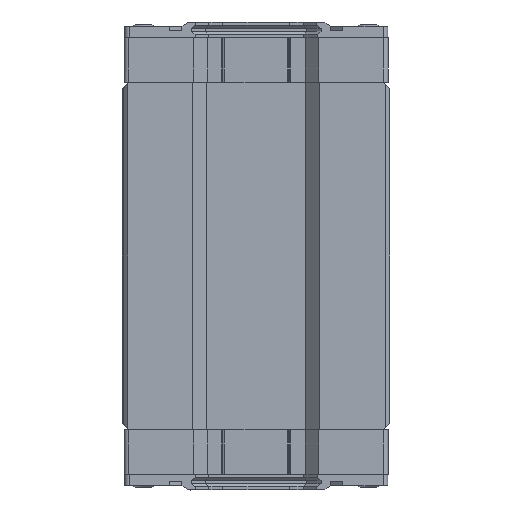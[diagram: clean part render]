
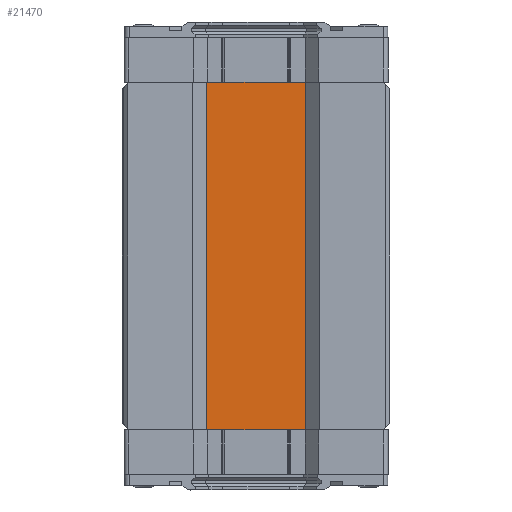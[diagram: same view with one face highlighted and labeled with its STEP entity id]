
A CAD part, front view. The second image highlights one B-rep face of the part: STEP entity #21470.
In plain terms, the highlighted planar face has unit normal (0, -1, 0).
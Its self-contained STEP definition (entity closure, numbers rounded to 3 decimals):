
#1151=PLANE('',#23121);
#2128=LINE('',#36400,#4114);
#2134=LINE('',#36424,#4120);
#2990=LINE('',#43761,#4976);
#3050=LINE('',#44032,#5036);
#3095=LINE('',#44146,#5081);
#3097=LINE('',#44149,#5083);
#3137=LINE('',#44223,#5123);
#3138=LINE('',#44224,#5124);
#4114=VECTOR('',#25822,0.169);
#4120=VECTOR('',#25842,0.169);
#4976=VECTOR('',#27942,0.169);
#5036=VECTOR('',#28136,0.169);
#5081=VECTOR('',#28247,78.);
#5083=VECTOR('',#28251,78.);
#5123=VECTOR('',#28327,22.2);
#5124=VECTOR('',#28328,22.2);
#6281=FACE_OUTER_BOUND('',#7573,.T.);
#7573=EDGE_LOOP('',(#18781,#18782,#18783,#18784,#18785,#18786,#18787,#18788));
#9246=VERTEX_POINT('',#35200);
#9263=VERTEX_POINT('',#35266);
#9377=VERTEX_POINT('',#36399);
#9388=VERTEX_POINT('',#36423);
#10122=VERTEX_POINT('',#42898);
#10139=VERTEX_POINT('',#42964);
#10170=VERTEX_POINT('',#43760);
#10242=VERTEX_POINT('',#44031);
#11737=EDGE_CURVE('',#9246,#9377,#2128,.T.);
#11749=EDGE_CURVE('',#9388,#9263,#2134,.T.);
#12957=EDGE_CURVE('',#10170,#10139,#2990,.T.);
#13058=EDGE_CURVE('',#10122,#10242,#3050,.T.);
#13115=EDGE_CURVE('',#10242,#9388,#3095,.T.);
#13117=EDGE_CURVE('',#9377,#10170,#3097,.T.);
#13157=EDGE_CURVE('',#9263,#9246,#3137,.T.);
#13158=EDGE_CURVE('',#10122,#10139,#3138,.T.);
#18781=ORIENTED_EDGE('',*,*,#13117,.F.);
#18782=ORIENTED_EDGE('',*,*,#11737,.F.);
#18783=ORIENTED_EDGE('',*,*,#13157,.F.);
#18784=ORIENTED_EDGE('',*,*,#11749,.F.);
#18785=ORIENTED_EDGE('',*,*,#13115,.F.);
#18786=ORIENTED_EDGE('',*,*,#13058,.F.);
#18787=ORIENTED_EDGE('',*,*,#13158,.T.);
#18788=ORIENTED_EDGE('',*,*,#12957,.F.);
#21470=ADVANCED_FACE('',(#6281),#1151,.F.);
#23121=AXIS2_PLACEMENT_3D('',#44222,#28325,#28326);
#25822=DIRECTION('',(1.,0.,0.));
#25842=DIRECTION('',(1.,0.,0.));
#27942=DIRECTION('',(-1.,0.,0.));
#28136=DIRECTION('',(-1.,0.,0.));
#28247=DIRECTION('',(0.,0.,1.));
#28251=DIRECTION('',(0.,0.,-1.));
#28325=DIRECTION('center_axis',(0.,1.,0.));
#28326=DIRECTION('ref_axis',(0.,0.,1.));
#28327=DIRECTION('',(1.,0.,0.));
#28328=DIRECTION('',(1.,0.,0.));
#35200=CARTESIAN_POINT('',(11.1,4.05,39.));
#35266=CARTESIAN_POINT('',(-11.1,4.05,39.));
#36399=CARTESIAN_POINT('',(11.269,4.05,39.));
#36400=CARTESIAN_POINT('',(5.634,4.05,39.));
#36423=CARTESIAN_POINT('',(-11.269,4.05,39.));
#36424=CARTESIAN_POINT('',(5.634,4.05,39.));
#42898=CARTESIAN_POINT('',(-11.1,4.05,-39.));
#42964=CARTESIAN_POINT('',(11.1,4.05,-39.));
#43760=CARTESIAN_POINT('',(11.269,4.05,-39.));
#43761=CARTESIAN_POINT('',(5.634,4.05,-39.));
#44031=CARTESIAN_POINT('',(-11.269,4.05,-39.));
#44032=CARTESIAN_POINT('',(5.634,4.05,-39.));
#44146=CARTESIAN_POINT('',(-11.269,4.05,39.));
#44149=CARTESIAN_POINT('',(11.269,4.05,39.));
#44222=CARTESIAN_POINT('Origin',(11.269,4.05,39.));
#44223=CARTESIAN_POINT('',(0.,4.05,39.));
#44224=CARTESIAN_POINT('',(0.,4.05,-39.));
